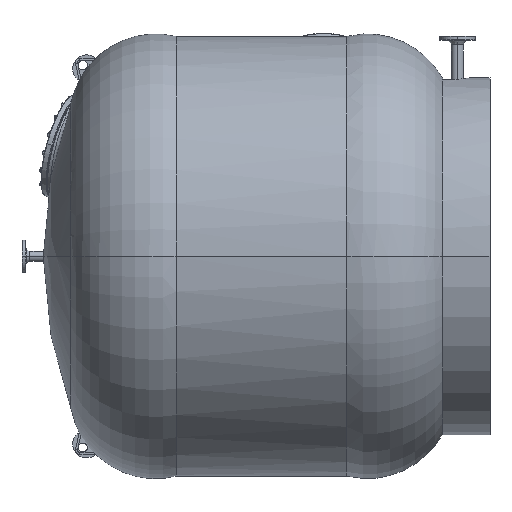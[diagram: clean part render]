
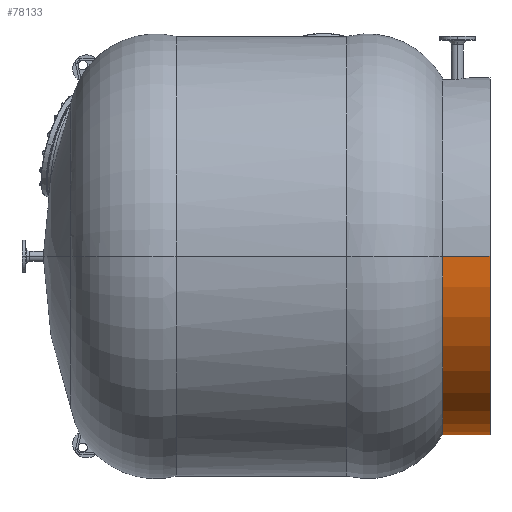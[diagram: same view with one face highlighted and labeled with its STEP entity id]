
A CAD part, left-side view. The second image highlights one B-rep face of the part: STEP entity #78133.
In plain terms, the highlighted cylindrical face has radius 820 mm (diameter 1640 mm), a partial arc.
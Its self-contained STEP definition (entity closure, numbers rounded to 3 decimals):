
#2138 = CARTESIAN_POINT ( 'NONE',  ( 1670., 1.8, -850. ) ) ;
#3854 = DIRECTION ( 'NONE',  ( 0., -1., 0. ) ) ;
#10375 = ORIENTED_EDGE ( 'NONE', *, *, #105299, .F. ) ;
#12046 = CYLINDRICAL_SURFACE ( 'NONE', #19704, 820. ) ;
#19000 = DIRECTION ( 'NONE',  ( 1., 0., 0. ) ) ;
#19704 = AXIS2_PLACEMENT_3D ( 'NONE', #49303, #3854, #31307 ) ;
#21379 = DIRECTION ( 'NONE',  ( 0., 1., 0. ) ) ;
#23502 = AXIS2_PLACEMENT_3D ( 'NONE', #31025, #82007, #19000 ) ;
#27499 = AXIS2_PLACEMENT_3D ( 'NONE', #59065, #114500, #97040 ) ;
#31025 = CARTESIAN_POINT ( 'NONE',  ( 850., 218.05, -850. ) ) ;
#31307 = DIRECTION ( 'NONE',  ( 1., 0., 0. ) ) ;
#38409 = EDGE_CURVE ( 'NONE', #41671, #38747, #66373, .T. ) ;
#38747 = VERTEX_POINT ( 'NONE', #64136 ) ;
#40690 = LINE ( 'NONE', #68718, #90628 ) ;
#41671 = VERTEX_POINT ( 'NONE', #78049 ) ;
#45672 = VERTEX_POINT ( 'NONE', #88827 ) ;
#49303 = CARTESIAN_POINT ( 'NONE',  ( 850., 0., -850. ) ) ;
#59065 = CARTESIAN_POINT ( 'NONE',  ( 850., 1.8, -850. ) ) ;
#61842 = ORIENTED_EDGE ( 'NONE', *, *, #38409, .F. ) ;
#64136 = CARTESIAN_POINT ( 'NONE',  ( 30., 218.05, -850. ) ) ;
#66273 = FACE_OUTER_BOUND ( 'NONE', #79729, .T. ) ;
#66318 = EDGE_CURVE ( 'NONE', #78254, #38747, #40690, .T. ) ;
#66373 = CIRCLE ( 'NONE', #23502, 820. ) ;
#68718 = CARTESIAN_POINT ( 'NONE',  ( 30., 1.8, -850. ) ) ;
#73528 = VECTOR ( 'NONE', #21379, 1000. ) ;
#76350 = DIRECTION ( 'NONE',  ( 0., 1., 0. ) ) ;
#78049 = CARTESIAN_POINT ( 'NONE',  ( 1670., 218.05, -850. ) ) ;
#78133 = ADVANCED_FACE ( 'NONE', ( #66273 ), #12046, .T. ) ;
#78254 = VERTEX_POINT ( 'NONE', #96880 ) ;
#79729 = EDGE_LOOP ( 'NONE', ( #98914, #102800, #61842, #10375 ) ) ;
#79783 = CIRCLE ( 'NONE', #27499, 820. ) ;
#82007 = DIRECTION ( 'NONE',  ( 0., 1., 0. ) ) ;
#82141 = LINE ( 'NONE', #2138, #73528 ) ;
#88827 = CARTESIAN_POINT ( 'NONE',  ( 1670., 1.8, -850. ) ) ;
#90628 = VECTOR ( 'NONE', #76350, 1000. ) ;
#96880 = CARTESIAN_POINT ( 'NONE',  ( 30., 1.8, -850. ) ) ;
#97040 = DIRECTION ( 'NONE',  ( 1., 0., 0. ) ) ;
#98914 = ORIENTED_EDGE ( 'NONE', *, *, #100207, .T. ) ;
#100207 = EDGE_CURVE ( 'NONE', #45672, #78254, #79783, .T. ) ;
#102800 = ORIENTED_EDGE ( 'NONE', *, *, #66318, .T. ) ;
#105299 = EDGE_CURVE ( 'NONE', #45672, #41671, #82141, .T. ) ;
#114500 = DIRECTION ( 'NONE',  ( 0., 1., 0. ) ) ;
